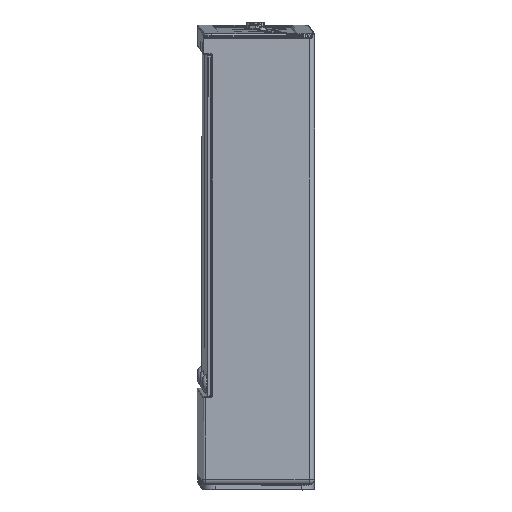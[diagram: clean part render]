
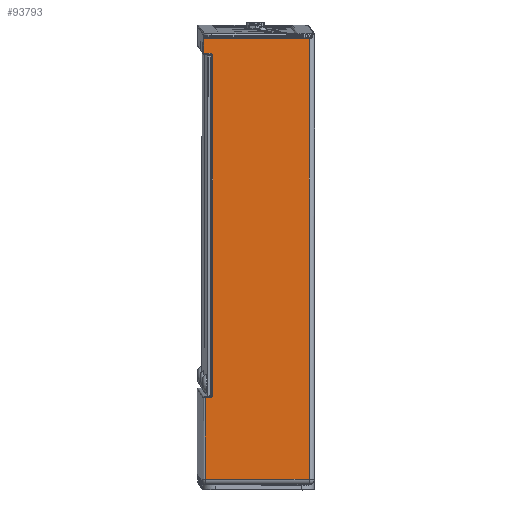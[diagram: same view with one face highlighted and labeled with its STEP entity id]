
A CAD part, left-side view. The second image highlights one B-rep face of the part: STEP entity #93793.
In plain terms, the highlighted planar face has unit normal (-1, -0.005, -0.007).
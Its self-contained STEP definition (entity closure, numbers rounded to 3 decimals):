
#496 = EDGE_CURVE ( 'NONE', #38137, #25168, #107831, .T. ) ;
#3059 = CIRCLE ( 'NONE', #118815, 1. ) ;
#4580 = CARTESIAN_POINT ( 'NONE',  ( -215.581, -2.458, 80.628 ) ) ;
#5119 = CARTESIAN_POINT ( 'NONE',  ( -214.583, -2.806, -58.669 ) ) ;
#6343 = ORIENTED_EDGE ( 'NONE', *, *, #97354, .F. ) ;
#8636 = VECTOR ( 'NONE', #121575, 1000. ) ;
#9735 = ORIENTED_EDGE ( 'NONE', *, *, #496, .T. ) ;
#11218 = ORIENTED_EDGE ( 'NONE', *, *, #21587, .T. ) ;
#11265 = VERTEX_POINT ( 'NONE', #26062 ) ;
#16791 = PLANE ( 'NONE',  #21783 ) ;
#18010 = ORIENTED_EDGE ( 'NONE', *, *, #95769, .T. ) ;
#19416 = LINE ( 'NONE', #47103, #60101 ) ;
#19829 = EDGE_CURVE ( 'NONE', #39728, #128340, #33582, .T. ) ;
#20030 = CARTESIAN_POINT ( 'NONE',  ( -214.582, -4.507, -57.671 ) ) ;
#20822 = CARTESIAN_POINT ( 'NONE',  ( -215.53, -4.652, 74.926 ) ) ;
#20904 = DIRECTION ( 'NONE',  ( 0.005, -1., -0.001 ) ) ;
#21587 = EDGE_CURVE ( 'NONE', #128340, #38137, #122656, .T. ) ;
#21783 = AXIS2_PLACEMENT_3D ( 'NONE', #28626, #59971, #90540 ) ;
#21902 = DIRECTION ( 'NONE',  ( 0.005, -1., -0.001 ) ) ;
#21940 = CARTESIAN_POINT ( 'NONE',  ( -215.58, -5.661, 82.624 ) ) ;
#25168 = VERTEX_POINT ( 'NONE', #20822 ) ;
#26062 = CARTESIAN_POINT ( 'NONE',  ( -215.518, -5.651, 73.925 ) ) ;
#28528 = ORIENTED_EDGE ( 'NONE', *, *, #92177, .T. ) ;
#28626 = CARTESIAN_POINT ( 'NONE',  ( -214.524, -4.948, -65.471 ) ) ;
#29889 = CARTESIAN_POINT ( 'NONE',  ( -215.54, -2.452, 74.928 ) ) ;
#31421 = CARTESIAN_POINT ( 'NONE',  ( -215.523, -4.651, 73.926 ) ) ;
#33582 = LINE ( 'NONE', #72450, #110089 ) ;
#33590 = VERTEX_POINT ( 'NONE', #87177 ) ;
#35766 = LINE ( 'NONE', #92934, #89544 ) ;
#35859 = DIRECTION ( 'NONE',  ( -0.007, -0.001, 1. ) ) ;
#36546 = CARTESIAN_POINT ( 'NONE',  ( -214.162, -43.07, -90.411 ) ) ;
#38137 = VERTEX_POINT ( 'NONE', #29889 ) ;
#39669 = CARTESIAN_POINT ( 'NONE',  ( -214.572, -4.956, -58.671 ) ) ;
#39728 = VERTEX_POINT ( 'NONE', #131980 ) ;
#41628 = VECTOR ( 'NONE', #113611, 1000. ) ;
#45581 = CARTESIAN_POINT ( 'NONE',  ( -214.575, -4.506, -58.671 ) ) ;
#47103 = CARTESIAN_POINT ( 'NONE',  ( -215.399, -43.26, 82.584 ) ) ;
#50111 = DIRECTION ( 'NONE',  ( -0.005, 1., 0.001 ) ) ;
#52294 = DIRECTION ( 'NONE',  ( -1., -0.005, -0.007 ) ) ;
#53192 = DIRECTION ( 'NONE',  ( -0.007, 0.011, 1. ) ) ;
#54299 = VERTEX_POINT ( 'NONE', #5119 ) ;
#59614 = ORIENTED_EDGE ( 'NONE', *, *, #93220, .T. ) ;
#59971 = DIRECTION ( 'NONE',  ( -1., -0.005, -0.007 ) ) ;
#60101 = VECTOR ( 'NONE', #35859, 1000. ) ;
#61245 = CARTESIAN_POINT ( 'NONE',  ( -214.534, -2.798, -65.469 ) ) ;
#72450 = CARTESIAN_POINT ( 'NONE',  ( -215.581, -2.458, 80.628 ) ) ;
#73362 = ORIENTED_EDGE ( 'NONE', *, *, #108250, .T. ) ;
#73612 = VECTOR ( 'NONE', #20904, 1000. ) ;
#79210 = VERTEX_POINT ( 'NONE', #45581 ) ;
#79252 = VERTEX_POINT ( 'NONE', #36546 ) ;
#79353 = EDGE_CURVE ( 'NONE', #33590, #79252, #35766, .T. ) ;
#80922 = ORIENTED_EDGE ( 'NONE', *, *, #19829, .T. ) ;
#82693 = LINE ( 'NONE', #21940, #97296 ) ;
#82943 = DIRECTION ( 'NONE',  ( -0.005, 1., 0.001 ) ) ;
#85765 = ORIENTED_EDGE ( 'NONE', *, *, #79353, .T. ) ;
#87177 = CARTESIAN_POINT ( 'NONE',  ( -214.356, -2.771, -90.368 ) ) ;
#89544 = VECTOR ( 'NONE', #21902, 1000. ) ;
#89686 = CARTESIAN_POINT ( 'NONE',  ( -214.577, -5.507, -57.672 ) ) ;
#90540 = DIRECTION ( 'NONE',  ( -0.007, 0., 1. ) ) ;
#91974 = DIRECTION ( 'NONE',  ( 1., 0.005, 0.007 ) ) ;
#92177 = EDGE_CURVE ( 'NONE', #54299, #33590, #132841, .T. ) ;
#92934 = CARTESIAN_POINT ( 'NONE',  ( -214.152, -45.07, -90.413 ) ) ;
#93220 = EDGE_CURVE ( 'NONE', #79210, #54299, #116247, .T. ) ;
#93793 = ADVANCED_FACE ( 'NONE', ( #112848 ), #16791, .T. ) ;
#95769 = EDGE_CURVE ( 'NONE', #125403, #79210, #102515, .T. ) ;
#97296 = VECTOR ( 'NONE', #104750, 1000. ) ;
#97354 = EDGE_CURVE ( 'NONE', #11265, #25168, #3059, .T. ) ;
#99880 = VECTOR ( 'NONE', #50111, 1000. ) ;
#101576 = CARTESIAN_POINT ( 'NONE',  ( -215.595, -2.461, 82.628 ) ) ;
#102515 = CIRCLE ( 'NONE', #123010, 1. ) ;
#104750 = DIRECTION ( 'NONE',  ( 0.007, 0.001, -1. ) ) ;
#107831 = LINE ( 'NONE', #132911, #73612 ) ;
#108250 = EDGE_CURVE ( 'NONE', #79252, #39728, #19416, .T. ) ;
#110089 = VECTOR ( 'NONE', #82943, 1000. ) ;
#112848 = FACE_OUTER_BOUND ( 'NONE', #120195, .T. ) ;
#113611 = DIRECTION ( 'NONE',  ( 0.007, 0.001, -1. ) ) ;
#114226 = DIRECTION ( 'NONE',  ( -0.007, 0.011, 1. ) ) ;
#116247 = LINE ( 'NONE', #39669, #99880 ) ;
#118815 = AXIS2_PLACEMENT_3D ( 'NONE', #31421, #52294, #53192 ) ;
#120195 = EDGE_LOOP ( 'NONE', ( #59614, #28528, #85765, #73362, #80922, #11218, #9735, #6343, #133615, #18010 ) ) ;
#121575 = DIRECTION ( 'NONE',  ( 0.007, 0.001, -1. ) ) ;
#122656 = LINE ( 'NONE', #101576, #8636 ) ;
#123010 = AXIS2_PLACEMENT_3D ( 'NONE', #20030, #91974, #114226 ) ;
#125403 = VERTEX_POINT ( 'NONE', #89686 ) ;
#128256 = EDGE_CURVE ( 'NONE', #11265, #125403, #82693, .T. ) ;
#128340 = VERTEX_POINT ( 'NONE', #4580 ) ;
#131980 = CARTESIAN_POINT ( 'NONE',  ( -215.384, -43.258, 80.584 ) ) ;
#132841 = LINE ( 'NONE', #61245, #41628 ) ;
#132911 = CARTESIAN_POINT ( 'NONE',  ( -215.532, -4.253, 74.926 ) ) ;
#133615 = ORIENTED_EDGE ( 'NONE', *, *, #128256, .T. ) ;
